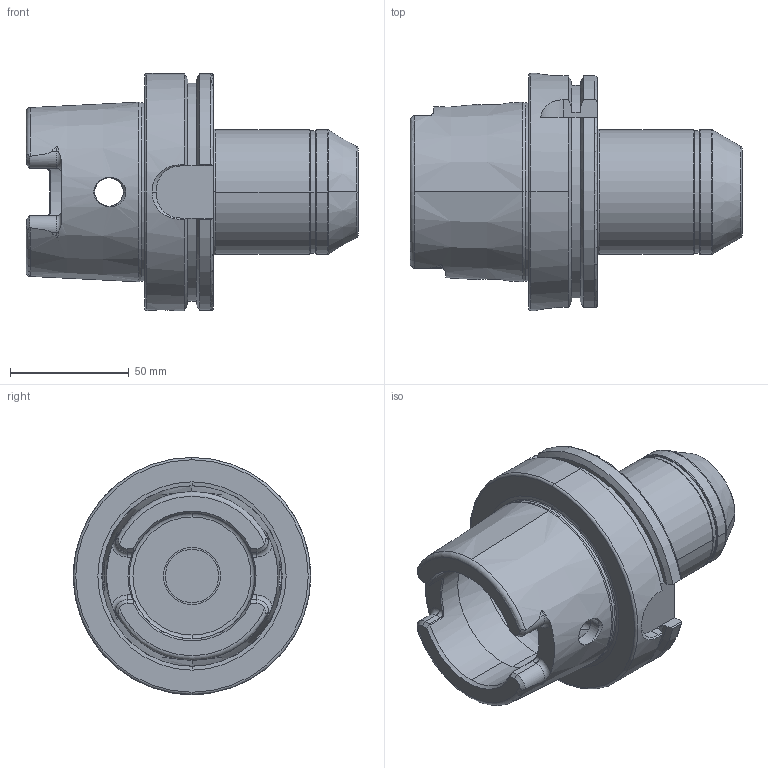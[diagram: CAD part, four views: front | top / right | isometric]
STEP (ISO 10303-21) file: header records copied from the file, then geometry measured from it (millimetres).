
FILE_DESCRIPTION((''),'2;1');
FILE_NAME('HSK100A-HC20P-90','2020-02-29T',('MYPC'),(''),'PRO/ENGINEER BY PARAMETRIC TECHNOLOGY CORPORATION, 2012130','PRO/ENGINEER BY PARAMETRIC TECHNOLOGY CORPORATION, 2012130','');
FILE_SCHEMA(('CONFIG_CONTROL_DESIGN'));
Length unit declared in the file: millimetre
Products named in the file (1): HSK100A-HC20P-90
Bounding box: 140 x 100 x 100 mm (x, y, z)
Volume: 359765.7 mm3; surface area: 63767.7 mm2
Topology: 1 solids, 3 shells, 192 faces, 468 edges, 284 vertices
Faces by surface type: cylinder 60, plane 52, cone 41, torus 35, bspline 4
Entity records: 6357 total; most frequent: CARTESIAN_POINT 1836, DIRECTION 960, ORIENTED_EDGE 930, EDGE_CURVE 468, AXIS2_PLACEMENT_3D 392, VERTEX_POINT 284, EDGE_LOOP 203, CIRCLE 203
